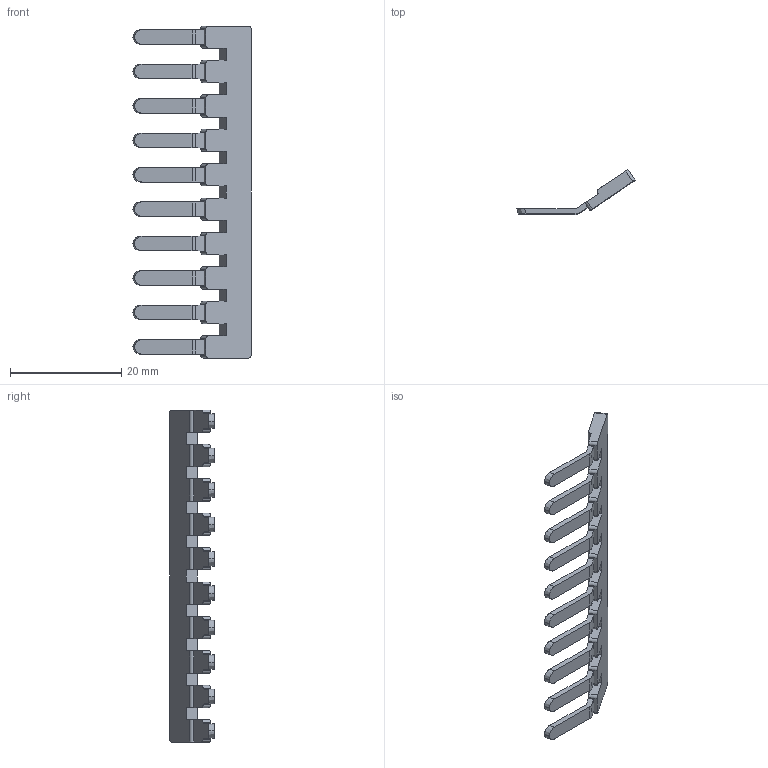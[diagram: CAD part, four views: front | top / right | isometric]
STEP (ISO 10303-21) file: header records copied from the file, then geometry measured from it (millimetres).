
FILE_DESCRIPTION(('SolidDesigner STEP Export'),'2;1');
FILE_NAME('0201139_eb10_6_select.stp','2007-12-12T 9:41:55',(''),(''),'OneSpace Designer STEP processor for AP214 (Solid Model)','OneSpace Designer 14.50 18-Oct-2006 (C) CoCreate Software GmbH','');
FILE_SCHEMA(('AUTOMOTIVE_DESIGN { 1 0 10303 214 1 1 1 1 }'));
Length unit declared in the file: millimetre
Products named in the file (2): 0201139_eb10_6_select
Assembly tree (1 placements, depth 2):
  0201139_eb10_6_select
    0201139_eb10_6_select
Bounding box: 21.26 x 8.02 x 59.8 mm (x, y, z)
Volume: 1386.5 mm3; surface area: 2326.4 mm2
Topology: 1 solids, 1 shells, 184 faces, 516 edges, 344 vertices
Faces by surface type: plane 122, cylinder 42, bspline 20
Entity records: 10882 total; most frequent: CARTESIAN_POINT 4831, ORIENTED_EDGE 1032, DIRECTION 818, EDGE_CURVE 516, VECTOR 356, LINE 356, VERTEX_POINT 344, AXIS2_PLACEMENT_3D 231
